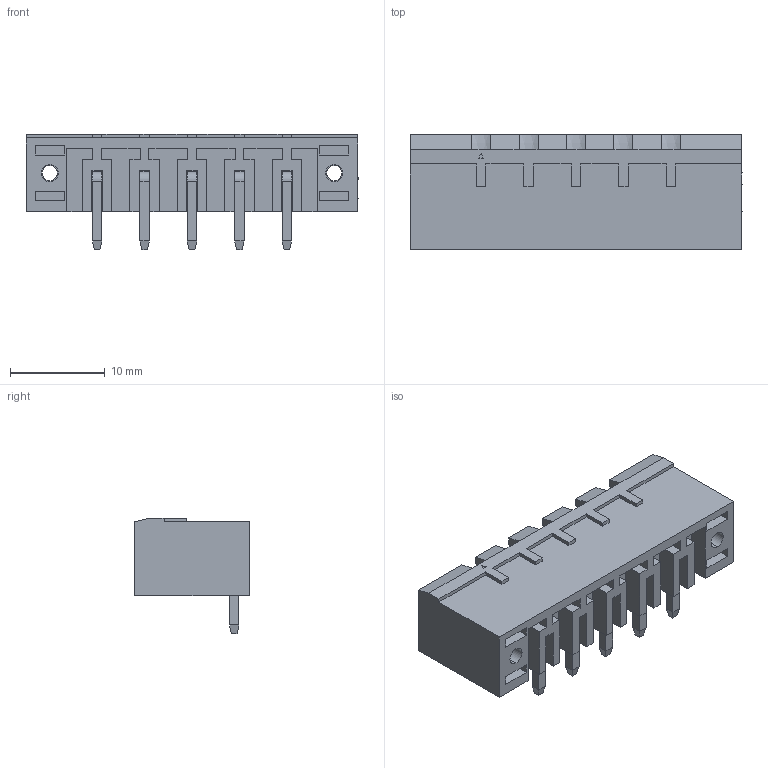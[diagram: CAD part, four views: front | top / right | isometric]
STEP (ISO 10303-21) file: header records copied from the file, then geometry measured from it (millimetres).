
FILE_DESCRIPTION (( 'STEP AP214' ), '1' );
FILE_NAME ('2EDGRM-5.0-05P-14-00AH.STEP', '2021-03-07T13:30:58', ( '' ), ( '' ), 'SwSTEP 2.0', 'SolidWorks 2020', '' );
FILE_SCHEMA (( 'AUTOMOTIVE_DESIGN' ));
Length unit declared in the file: millimetre
Products named in the file (1): 2EDGRM-5.0-05P-14-00AH
Bounding box: 35 x 12.1 x 12.2 mm (x, y, z)
Volume: 1801.3 mm3; surface area: 3144 mm2
Topology: 1 solids, 1 shells, 762 faces, 2062 edges, 1342 vertices
Faces by surface type: plane 576, bspline 140, cylinder 27, cone 19
Entity records: 35767 total; most frequent: CARTESIAN_POINT 12501, ORIENTED_EDGE 4124, DIRECTION 3107, EDGE_CURVE 2062, VECTOR 1563, LINE 1563, VERTEX_POINT 1342, EDGE_LOOP 806
